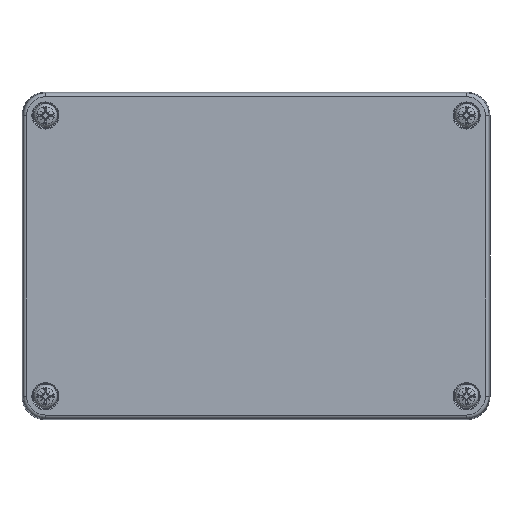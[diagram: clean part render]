
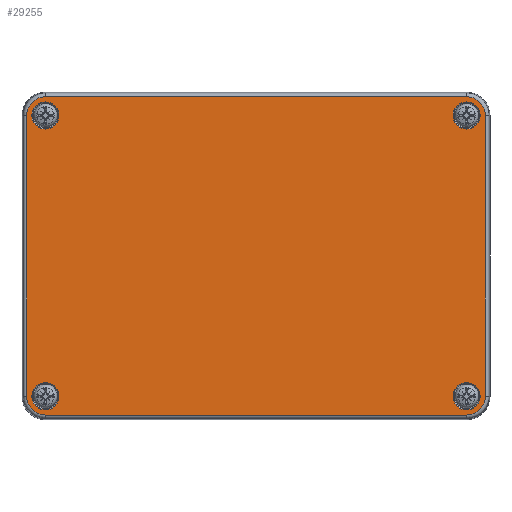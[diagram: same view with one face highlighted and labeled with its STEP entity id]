
A CAD part, top view. The second image highlights one B-rep face of the part: STEP entity #29255.
In plain terms, the highlighted face is planar.
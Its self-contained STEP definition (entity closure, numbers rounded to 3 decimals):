
#28834=CARTESIAN_POINT('',(-90.0,68.002,-30.0));
#28835=VERTEX_POINT('',#28834);
#28843=CARTESIAN_POINT('',(-98.002,60.0,-30.0));
#28844=VERTEX_POINT('',#28843);
#28845=CARTESIAN_POINT('',(-90.0,60.,-30.0));
#28846=DIRECTION('',(0.0,0.0,1.0));
#28847=DIRECTION('',(-0.707,0.707,0.0));
#28848=AXIS2_PLACEMENT_3D('',#28845,#28846,#28847);
#28849=CIRCLE('',#28848,8.002);
#28850=EDGE_CURVE('',#28835,#28844,#28849,.T.);
#28876=CARTESIAN_POINT('',(-98.002,-60.,-30.0));
#28877=VERTEX_POINT('',#28876);
#28894=CARTESIAN_POINT('',(-98.002,60.0,-30.0));
#28895=DIRECTION('',(0.0,-1.0,0.0));
#28896=VECTOR('',#28895,120.);
#28897=LINE('',#28894,#28896);
#28898=EDGE_CURVE('',#28844,#28877,#28897,.T.);
#28908=CARTESIAN_POINT('',(-90.0,-68.002,-30.0));
#28909=VERTEX_POINT('',#28908);
#28927=CARTESIAN_POINT('',(-90.0,-60.,-30.0));
#28928=DIRECTION('',(0.0,0.0,1.0));
#28929=DIRECTION('',(-0.707,-0.707,0.0));
#28930=AXIS2_PLACEMENT_3D('',#28927,#28928,#28929);
#28931=CIRCLE('',#28930,8.002);
#28932=EDGE_CURVE('',#28877,#28909,#28931,.T.);
#28942=CARTESIAN_POINT('',(90.0,-68.002,-30.0));
#28943=VERTEX_POINT('',#28942);
#28960=CARTESIAN_POINT('',(-90.0,-68.002,-30.0));
#28961=DIRECTION('',(1.0,0.0,0.0));
#28962=VECTOR('',#28961,180.0);
#28963=LINE('',#28960,#28962);
#28964=EDGE_CURVE('',#28909,#28943,#28963,.T.);
#28974=CARTESIAN_POINT('',(98.002,-60.0,-30.0));
#28975=VERTEX_POINT('',#28974);
#28993=CARTESIAN_POINT('',(90.0,-60.,-30.0));
#28994=DIRECTION('',(0.0,0.0,1.0));
#28995=DIRECTION('',(0.707,-0.707,0.0));
#28996=AXIS2_PLACEMENT_3D('',#28993,#28994,#28995);
#28997=CIRCLE('',#28996,8.002);
#28998=EDGE_CURVE('',#28943,#28975,#28997,.T.);
#29008=CARTESIAN_POINT('',(98.002,60.,-30.0));
#29009=VERTEX_POINT('',#29008);
#29026=CARTESIAN_POINT('',(98.002,-60.0,-30.0));
#29027=DIRECTION('',(0.0,1.0,0.0));
#29028=VECTOR('',#29027,120.);
#29029=LINE('',#29026,#29028);
#29030=EDGE_CURVE('',#28975,#29009,#29029,.T.);
#29040=CARTESIAN_POINT('',(90.0,68.002,-30.0));
#29041=VERTEX_POINT('',#29040);
#29059=CARTESIAN_POINT('',(90.0,60.,-30.0));
#29060=DIRECTION('',(0.0,0.0,1.0));
#29061=DIRECTION('',(0.707,0.707,0.0));
#29062=AXIS2_PLACEMENT_3D('',#29059,#29060,#29061);
#29063=CIRCLE('',#29062,8.002);
#29064=EDGE_CURVE('',#29009,#29041,#29063,.T.);
#29082=CARTESIAN_POINT('',(90.0,68.002,-30.0));
#29083=DIRECTION('',(-1.0,0.0,0.0));
#29084=VECTOR('',#29083,180.0);
#29085=LINE('',#29082,#29084);
#29086=EDGE_CURVE('',#29041,#28835,#29085,.T.);
#29196=CARTESIAN_POINT('',(0.,0.,-30.0));
#29197=DIRECTION('',(0.0,0.0,1.0));
#29198=DIRECTION('',(1.0,0.0,0.0));
#29199=AXIS2_PLACEMENT_3D('',#29196,#29197,#29198);
#29200=PLANE('',#29199);
#29201=ORIENTED_EDGE('',*,*,#28850,.F.);
#29202=ORIENTED_EDGE('',*,*,#29086,.F.);
#29203=ORIENTED_EDGE('',*,*,#29064,.F.);
#29204=ORIENTED_EDGE('',*,*,#29030,.F.);
#29205=ORIENTED_EDGE('',*,*,#28998,.F.);
#29206=ORIENTED_EDGE('',*,*,#28964,.F.);
#29207=ORIENTED_EDGE('',*,*,#28932,.F.);
#29208=ORIENTED_EDGE('',*,*,#28898,.F.);
#29209=EDGE_LOOP('',(#29201,#29202,#29203,#29204,#29205,#29206,#29207,#29208));
#29210=FACE_OUTER_BOUND('',#29209,.T.);
#29211=CARTESIAN_POINT('',(-95.8,60.0,-30.0));
#29212=VERTEX_POINT('',#29211);
#29213=CARTESIAN_POINT('',(-90.,60.0,-30.0));
#29214=DIRECTION('',(0.0,0.0,-1.0));
#29215=DIRECTION('',(1.0,0.0,0.0));
#29216=AXIS2_PLACEMENT_3D('',#29213,#29214,#29215);
#29217=CIRCLE('',#29216,5.8);
#29218=EDGE_CURVE('',#29212,#29212,#29217,.T.);
#29219=ORIENTED_EDGE('',*,*,#29218,.F.);
#29220=EDGE_LOOP('',(#29219));
#29221=FACE_BOUND('',#29220,.T.);
#29222=CARTESIAN_POINT('',(84.2,-60.,-30.0));
#29223=VERTEX_POINT('',#29222);
#29224=CARTESIAN_POINT('',(90.0,-60.,-30.0));
#29225=DIRECTION('',(0.0,0.0,-1.0));
#29226=DIRECTION('',(1.0,0.0,0.0));
#29227=AXIS2_PLACEMENT_3D('',#29224,#29225,#29226);
#29228=CIRCLE('',#29227,5.8);
#29229=EDGE_CURVE('',#29223,#29223,#29228,.T.);
#29230=ORIENTED_EDGE('',*,*,#29229,.F.);
#29231=EDGE_LOOP('',(#29230));
#29232=FACE_BOUND('',#29231,.T.);
#29233=CARTESIAN_POINT('',(84.2,60.,-30.0));
#29234=VERTEX_POINT('',#29233);
#29235=CARTESIAN_POINT('',(90.,60.,-30.0));
#29236=DIRECTION('',(0.0,0.0,-1.0));
#29237=DIRECTION('',(1.0,0.0,0.0));
#29238=AXIS2_PLACEMENT_3D('',#29235,#29236,#29237);
#29239=CIRCLE('',#29238,5.8);
#29240=EDGE_CURVE('',#29234,#29234,#29239,.T.);
#29241=ORIENTED_EDGE('',*,*,#29240,.F.);
#29242=EDGE_LOOP('',(#29241));
#29243=FACE_BOUND('',#29242,.T.);
#29244=CARTESIAN_POINT('',(-95.8,-60.0,-30.0));
#29245=VERTEX_POINT('',#29244);
#29246=CARTESIAN_POINT('',(-90.,-60.0,-30.0));
#29247=DIRECTION('',(0.0,0.0,-1.0));
#29248=DIRECTION('',(1.0,0.0,0.0));
#29249=AXIS2_PLACEMENT_3D('',#29246,#29247,#29248);
#29250=CIRCLE('',#29249,5.8);
#29251=EDGE_CURVE('',#29245,#29245,#29250,.T.);
#29252=ORIENTED_EDGE('',*,*,#29251,.F.);
#29253=EDGE_LOOP('',(#29252));
#29254=FACE_BOUND('',#29253,.T.);
#29255=ADVANCED_FACE('',(#29210,#29221,#29232,#29243,#29254),#29200,.F.);
